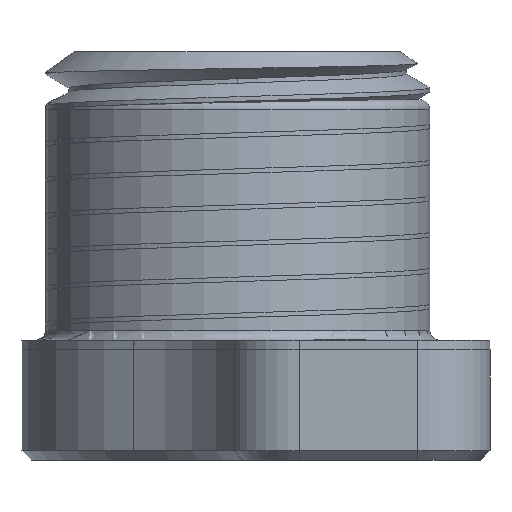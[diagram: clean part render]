
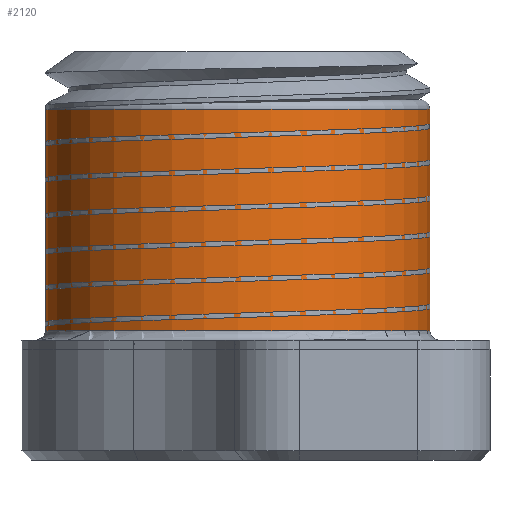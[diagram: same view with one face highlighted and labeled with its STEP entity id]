
A CAD part, left-side view. The second image highlights one B-rep face of the part: STEP entity #2120.
In plain terms, the highlighted cylindrical face has radius 8 mm (diameter 16 mm), a full revolution.
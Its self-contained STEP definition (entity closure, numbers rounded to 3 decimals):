
#157=FACE_OUTER_BOUND('',#285,.T.);
#285=EDGE_LOOP('',(#1565,#1566,#1567,#1568));
#393=CIRCLE('',#2263,8.);
#434=CIRCLE('',#2325,8.);
#630=LINE('',#4476,#746);
#746=VECTOR('',#2712,8.);
#880=VERTEX_POINT('',#4294);
#917=VERTEX_POINT('',#4470);
#1103=EDGE_CURVE('',#880,#880,#393,.T.);
#1164=EDGE_CURVE('',#917,#917,#434,.T.);
#1167=EDGE_CURVE('',#880,#917,#630,.T.);
#1565=ORIENTED_EDGE('',*,*,#1103,.F.);
#1566=ORIENTED_EDGE('',*,*,#1167,.T.);
#1567=ORIENTED_EDGE('',*,*,#1164,.F.);
#1568=ORIENTED_EDGE('',*,*,#1167,.F.);
#2037=CYLINDRICAL_SURFACE('',#2328,8.);
#2120=ADVANCED_FACE('',(#157),#2037,.T.);
#2263=AXIS2_PLACEMENT_3D('',#4295,#2563,#2564);
#2325=AXIS2_PLACEMENT_3D('',#4471,#2704,#2705);
#2328=AXIS2_PLACEMENT_3D('',#4475,#2710,#2711);
#2563=DIRECTION('center_axis',(0.,0.,-1.));
#2564=DIRECTION('ref_axis',(-1.,0.,0.));
#2704=DIRECTION('center_axis',(0.,0.,1.));
#2705=DIRECTION('ref_axis',(-1.,0.,0.));
#2710=DIRECTION('center_axis',(0.,0.,-1.));
#2711=DIRECTION('ref_axis',(-1.,0.,0.));
#2712=DIRECTION('',(0.,0.,1.));
#4294=CARTESIAN_POINT('',(8.,0.,-11.6));
#4295=CARTESIAN_POINT('Origin',(0.,0.,-11.6));
#4470=CARTESIAN_POINT('',(8.,0.,-2.4));
#4471=CARTESIAN_POINT('Origin',(0.,0.,-2.4));
#4475=CARTESIAN_POINT('Origin',(0.,0.,0.));
#4476=CARTESIAN_POINT('',(8.,0.,0.));
